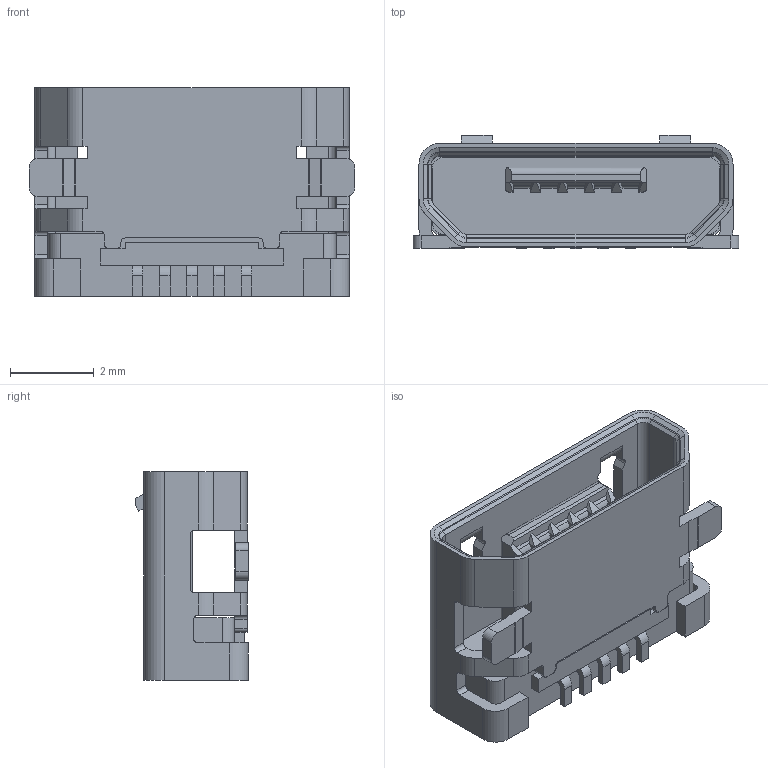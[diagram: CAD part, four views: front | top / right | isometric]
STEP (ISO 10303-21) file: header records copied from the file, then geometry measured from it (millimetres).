
FILE_DESCRIPTION(('FreeCAD Model'),'2;1');
FILE_NAME('micro-usb-smd.step', '2018-05-28T13:59:43',('kicad StepUp'),('ksu MCAD'), 'Open CASCADE STEP processor 7.2','FreeCAD','Unknown');
FILE_SCHEMA(('AUTOMOTIVE_DESIGN_CC2 { 1 2 10303 214 -1 1 5 4 }'));
Length unit declared in the file: millimetre
Products named in the file (1): micro-usb-smd
Bounding box: 7.8 x 2.7 x 5 mm (x, y, z)
Volume: 46.2 mm3; surface area: 240 mm2
Topology: 1 solids, 1 shells, 305 faces, 872 edges, 560 vertices
Faces by surface type: plane 197, cylinder 90, cone 12, bspline 6
Entity records: 9946 total; most frequent: CARTESIAN_POINT 1879, ORIENTED_EDGE 1738, DIRECTION 1645, EDGE_CURVE 869, LINE 657, VECTOR 657, VERTEX_POINT 560, AXIS2_PLACEMENT_3D 494
